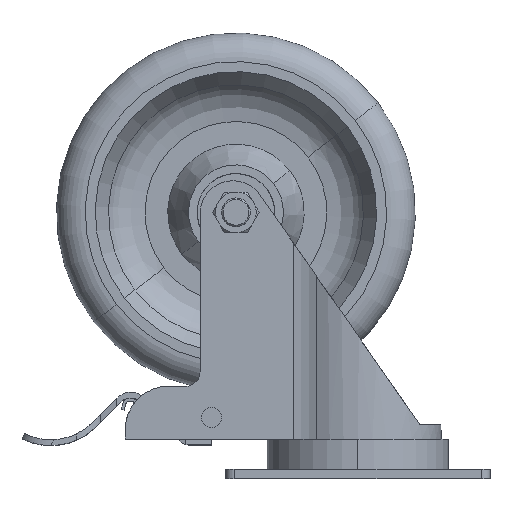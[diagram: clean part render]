
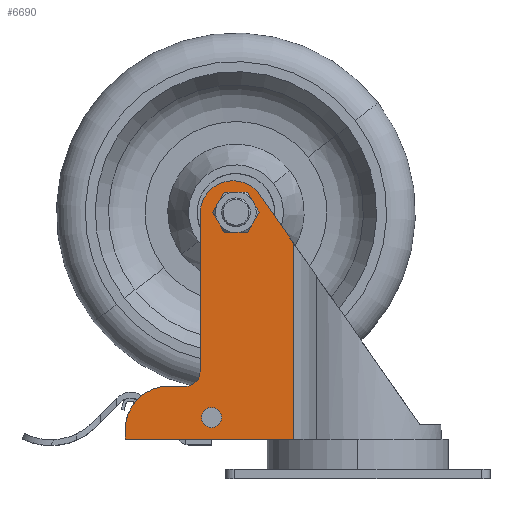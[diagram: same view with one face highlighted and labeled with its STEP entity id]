
A CAD part, top view. The second image highlights one B-rep face of the part: STEP entity #6690.
In plain terms, the highlighted face is planar.
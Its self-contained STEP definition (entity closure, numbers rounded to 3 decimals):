
#109 = VECTOR ( 'NONE', #6274, 1000. ) ;
#304 = DIRECTION ( 'NONE',  ( 1., 0., 0. ) ) ;
#355 = CIRCLE ( 'NONE', #6152, 2.5 ) ;
#443 = VECTOR ( 'NONE', #8214, 1000. ) ;
#735 = EDGE_CURVE ( 'NONE', #5124, #4747, #6978, .T. ) ;
#736 = DIRECTION ( 'NONE',  ( 0., 0., -1. ) ) ;
#753 = CIRCLE ( 'NONE', #5848, 5. ) ;
#754 = ORIENTED_EDGE ( 'NONE', *, *, #735, .T. ) ;
#756 = CARTESIAN_POINT ( 'NONE',  ( -23., 79., -47.493 ) ) ;
#872 = LINE ( 'NONE', #2284, #109 ) ;
#884 = EDGE_CURVE ( 'NONE', #4012, #6692, #8296, .T. ) ;
#911 = EDGE_LOOP ( 'NONE', ( #6307, #6983, #754, #5788, #1341, #8138, #2463, #5113, #2340 ) ) ;
#953 = AXIS2_PLACEMENT_3D ( 'NONE', #8416, #2498, #6527 ) ;
#1044 = EDGE_CURVE ( 'NONE', #4056, #6991, #4147, .T. ) ;
#1181 = CARTESIAN_POINT ( 'NONE',  ( -23., 7.5, -50.993 ) ) ;
#1341 = ORIENTED_EDGE ( 'NONE', *, *, #2025, .T. ) ;
#1524 = VERTEX_POINT ( 'NONE', #1718 ) ;
#1602 = FACE_OUTER_BOUND ( 'NONE', #911, .T. ) ;
#1635 = CARTESIAN_POINT ( 'NONE',  ( -23., 79., -37.493 ) ) ;
#1638 = EDGE_LOOP ( 'NONE', ( #2897, #4429 ) ) ;
#1660 = LINE ( 'NONE', #8269, #3541 ) ;
#1718 = CARTESIAN_POINT ( 'NONE',  ( -23., 18.395, -59.993 ) ) ;
#1755 = CARTESIAN_POINT ( 'NONE',  ( -23., 0., -22.45 ) ) ;
#1795 = DIRECTION ( 'NONE',  ( 0., 1., 0. ) ) ;
#2025 = EDGE_CURVE ( 'NONE', #7201, #2181, #2652, .T. ) ;
#2041 = CARTESIAN_POINT ( 'NONE',  ( -23., 79., -42.493 ) ) ;
#2181 = VERTEX_POINT ( 'NONE', #4126 ) ;
#2284 = CARTESIAN_POINT ( 'NONE',  ( -23., 18.395, -80.993 ) ) ;
#2340 = ORIENTED_EDGE ( 'NONE', *, *, #6053, .T. ) ;
#2347 = DIRECTION ( 'NONE',  ( 0., 0., 1. ) ) ;
#2354 = EDGE_LOOP ( 'NONE', ( #8277, #7392 ) ) ;
#2417 = DIRECTION ( 'NONE',  ( -1., 0., 0. ) ) ;
#2463 = ORIENTED_EDGE ( 'NONE', *, *, #2931, .F. ) ;
#2498 = DIRECTION ( 'NONE',  ( 1., 0., 0. ) ) ;
#2501 = VECTOR ( 'NONE', #5267, 1000. ) ;
#2652 = LINE ( 'NONE', #7722, #4594 ) ;
#2722 = CARTESIAN_POINT ( 'NONE',  ( -23., 78.5, -43.493 ) ) ;
#2827 = EDGE_CURVE ( 'NONE', #5245, #5124, #5680, .T. ) ;
#2897 = ORIENTED_EDGE ( 'NONE', *, *, #884, .F. ) ;
#2931 = EDGE_CURVE ( 'NONE', #4056, #3041, #4170, .T. ) ;
#2991 = CARTESIAN_POINT ( 'NONE',  ( -23., 80.678, -31.068 ) ) ;
#3041 = VERTEX_POINT ( 'NONE', #4793 ) ;
#3149 = EDGE_CURVE ( 'NONE', #6692, #4012, #355, .T. ) ;
#3318 = DIRECTION ( 'NONE',  ( 0., 0., -1. ) ) ;
#3411 = EDGE_CURVE ( 'NONE', #2181, #3041, #6942, .T. ) ;
#3541 = VECTOR ( 'NONE', #2347, 1000. ) ;
#3581 = PLANE ( 'NONE',  #7935 ) ;
#3852 = EDGE_CURVE ( 'NONE', #4633, #8419, #7385, .T. ) ;
#3936 = DIRECTION ( 'NONE',  ( 1., 0., 0. ) ) ;
#4012 = VERTEX_POINT ( 'NONE', #7991 ) ;
#4028 = DIRECTION ( 'NONE',  ( 0., 0., -1. ) ) ;
#4056 = VERTEX_POINT ( 'NONE', #4947 ) ;
#4126 = CARTESIAN_POINT ( 'NONE',  ( -23., 68.286, -22.45 ) ) ;
#4147 = LINE ( 'NONE', #8041, #2501 ) ;
#4170 = CIRCLE ( 'NONE', #4445, 11.5 ) ;
#4401 = DIRECTION ( 'NONE',  ( 0., 0., -1. ) ) ;
#4429 = ORIENTED_EDGE ( 'NONE', *, *, #3149, .F. ) ;
#4445 = AXIS2_PLACEMENT_3D ( 'NONE', #2722, #3936, #3318 ) ;
#4465 = CARTESIAN_POINT ( 'NONE',  ( -23., 3.395, -80.993 ) ) ;
#4548 = CARTESIAN_POINT ( 'NONE',  ( -23., 18.395, -65.993 ) ) ;
#4565 = EDGE_CURVE ( 'NONE', #8419, #4633, #753, .T. ) ;
#4579 = DIRECTION ( 'NONE',  ( -1., 0., 0. ) ) ;
#4594 = VECTOR ( 'NONE', #1795, 1000. ) ;
#4633 = VERTEX_POINT ( 'NONE', #756 ) ;
#4664 = CIRCLE ( 'NONE', #953, 5. ) ;
#4747 = VERTEX_POINT ( 'NONE', #5850 ) ;
#4761 = DIRECTION ( 'NONE',  ( 1., 0., 0. ) ) ;
#4793 = CARTESIAN_POINT ( 'NONE',  ( -23., 85.965, -34.745 ) ) ;
#4875 = FACE_BOUND ( 'NONE', #1638, .T. ) ;
#4892 = DIRECTION ( 'NONE',  ( 0., 0.821, -0.571 ) ) ;
#4947 = CARTESIAN_POINT ( 'NONE',  ( -23., 78.5, -54.993 ) ) ;
#5035 = EDGE_CURVE ( 'NONE', #4747, #7201, #1660, .T. ) ;
#5113 = ORIENTED_EDGE ( 'NONE', *, *, #1044, .T. ) ;
#5124 = VERTEX_POINT ( 'NONE', #4465 ) ;
#5139 = DIRECTION ( 'NONE',  ( 0., 0., -1. ) ) ;
#5245 = VERTEX_POINT ( 'NONE', #4548 ) ;
#5267 = DIRECTION ( 'NONE',  ( 0., -1., 0. ) ) ;
#5680 = CIRCLE ( 'NONE', #7488, 15. ) ;
#5788 = ORIENTED_EDGE ( 'NONE', *, *, #5035, .T. ) ;
#5802 = DIRECTION ( 'NONE',  ( -1., 0., 0. ) ) ;
#5837 = EDGE_CURVE ( 'NONE', #5245, #1524, #872, .T. ) ;
#5848 = AXIS2_PLACEMENT_3D ( 'NONE', #2041, #4761, #4028 ) ;
#5850 = CARTESIAN_POINT ( 'NONE',  ( -23., 0., -80.993 ) ) ;
#5993 = CARTESIAN_POINT ( 'NONE',  ( -23., 79., -42.493 ) ) ;
#6053 = EDGE_CURVE ( 'NONE', #6991, #1524, #4664, .T. ) ;
#6152 = AXIS2_PLACEMENT_3D ( 'NONE', #7786, #5802, #7711 ) ;
#6229 = CARTESIAN_POINT ( 'NONE',  ( -23., 90., -17.664 ) ) ;
#6237 = AXIS2_PLACEMENT_3D ( 'NONE', #1181, #4579, #7055 ) ;
#6274 = DIRECTION ( 'NONE',  ( 0., 0., 1. ) ) ;
#6307 = ORIENTED_EDGE ( 'NONE', *, *, #5837, .F. ) ;
#6437 = VECTOR ( 'NONE', #4892, 1000. ) ;
#6527 = DIRECTION ( 'NONE',  ( 0., 0., -1. ) ) ;
#6690 = ADVANCED_FACE ( 'NONE', ( #4875, #7521, #1602 ), #3581, .F. ) ;
#6691 = AXIS2_PLACEMENT_3D ( 'NONE', #5993, #7308, #736 ) ;
#6692 = VERTEX_POINT ( 'NONE', #7048 ) ;
#6942 = LINE ( 'NONE', #2991, #6437 ) ;
#6978 = LINE ( 'NONE', #7618, #443 ) ;
#6983 = ORIENTED_EDGE ( 'NONE', *, *, #2827, .T. ) ;
#6991 = VERTEX_POINT ( 'NONE', #7311 ) ;
#7016 = CARTESIAN_POINT ( 'NONE',  ( -23., 3.395, -65.993 ) ) ;
#7048 = CARTESIAN_POINT ( 'NONE',  ( -23., 7.5, -48.493 ) ) ;
#7055 = DIRECTION ( 'NONE',  ( 0., 0., -1. ) ) ;
#7201 = VERTEX_POINT ( 'NONE', #1755 ) ;
#7308 = DIRECTION ( 'NONE',  ( 1., 0., 0. ) ) ;
#7311 = CARTESIAN_POINT ( 'NONE',  ( -23., 23.395, -54.993 ) ) ;
#7385 = CIRCLE ( 'NONE', #6691, 5. ) ;
#7392 = ORIENTED_EDGE ( 'NONE', *, *, #4565, .T. ) ;
#7488 = AXIS2_PLACEMENT_3D ( 'NONE', #7016, #2417, #5139 ) ;
#7521 = FACE_BOUND ( 'NONE', #2354, .T. ) ;
#7618 = CARTESIAN_POINT ( 'NONE',  ( -23., 18.395, -80.993 ) ) ;
#7711 = DIRECTION ( 'NONE',  ( 0., 0., -1. ) ) ;
#7722 = CARTESIAN_POINT ( 'NONE',  ( -23., 61.403, -22.45 ) ) ;
#7786 = CARTESIAN_POINT ( 'NONE',  ( -23., 7.5, -50.993 ) ) ;
#7935 = AXIS2_PLACEMENT_3D ( 'NONE', #6229, #304, #4401 ) ;
#7991 = CARTESIAN_POINT ( 'NONE',  ( -23., 7.5, -53.493 ) ) ;
#8041 = CARTESIAN_POINT ( 'NONE',  ( -23., 90., -54.993 ) ) ;
#8138 = ORIENTED_EDGE ( 'NONE', *, *, #3411, .T. ) ;
#8214 = DIRECTION ( 'NONE',  ( 0., -1., 0. ) ) ;
#8269 = CARTESIAN_POINT ( 'NONE',  ( -23., 0., -17.664 ) ) ;
#8277 = ORIENTED_EDGE ( 'NONE', *, *, #3852, .T. ) ;
#8296 = CIRCLE ( 'NONE', #6237, 2.5 ) ;
#8416 = CARTESIAN_POINT ( 'NONE',  ( -23., 23.395, -59.993 ) ) ;
#8419 = VERTEX_POINT ( 'NONE', #1635 ) ;
